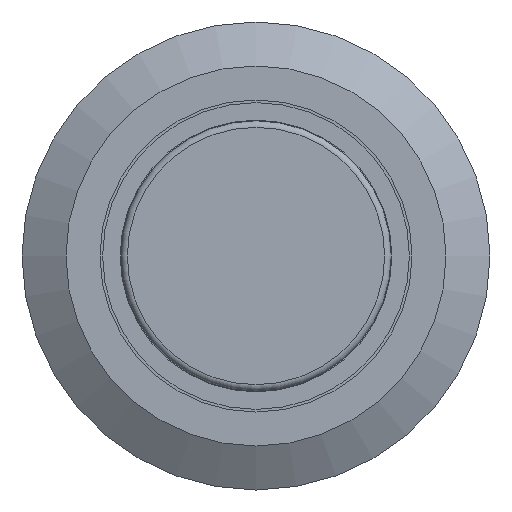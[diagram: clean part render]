
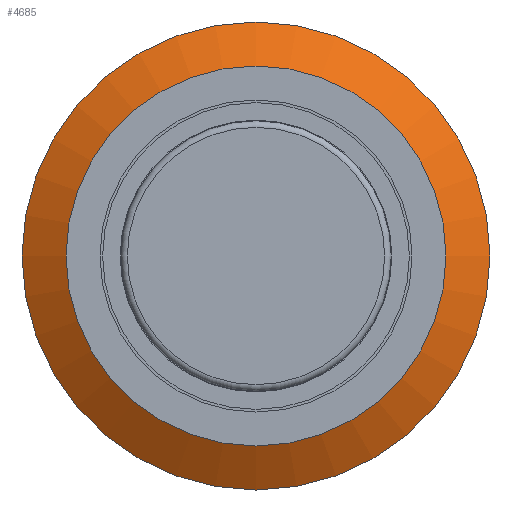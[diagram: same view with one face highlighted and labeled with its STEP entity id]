
A CAD part, left-side view. The second image highlights one B-rep face of the part: STEP entity #4685.
In plain terms, the highlighted conical face has half-angle 59.421 degrees and reference radius 25.4 mm.
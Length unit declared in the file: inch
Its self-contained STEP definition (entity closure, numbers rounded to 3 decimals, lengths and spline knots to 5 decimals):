
#4658=CARTESIAN_POINT('',(0.36185,0.0,0.0));
#4659=DIRECTION('',(1.0,0.0,0.0));
#4660=DIRECTION('',(0.0,0.0,1.0));
#4661=AXIS2_PLACEMENT_3D('',#4658,#4659,#4660);
#4662=CONICAL_SURFACE('',#4661,1.0,59.421);
#4663=CARTESIAN_POINT('',(-0.01969,0.35433,0.));
#4664=VERTEX_POINT('',#4663);
#4665=CARTESIAN_POINT('',(-0.01969,0.0,0.0));
#4666=DIRECTION('',(1.0,0.0,0.0));
#4667=DIRECTION('',(0.0,-1.0,0.0));
#4668=AXIS2_PLACEMENT_3D('',#4665,#4666,#4667);
#4669=CIRCLE('',#4668,0.35433);
#4670=EDGE_CURVE('',#4664,#4664,#4669,.T.);
#4671=ORIENTED_EDGE('',*,*,#4670,.F.);
#4672=EDGE_LOOP('',(#4671));
#4673=FACE_OUTER_BOUND('',#4672,.T.);
#4674=CARTESIAN_POINT('',(-0.05906,0.0,0.2877));
#4675=VERTEX_POINT('',#4674);
#4676=CARTESIAN_POINT('',(-0.05906,0.0,0.0));
#4677=DIRECTION('',(-1.0,0.0,0.0));
#4678=DIRECTION('',(0.0,0.0,1.0));
#4679=AXIS2_PLACEMENT_3D('',#4676,#4677,#4678);
#4680=CIRCLE('',#4679,0.2877);
#4681=EDGE_CURVE('',#4675,#4675,#4680,.T.);
#4682=ORIENTED_EDGE('',*,*,#4681,.F.);
#4683=EDGE_LOOP('',(#4682));
#4684=FACE_BOUND('',#4683,.T.);
#4685=ADVANCED_FACE('',(#4673,#4684),#4662,.T.);
